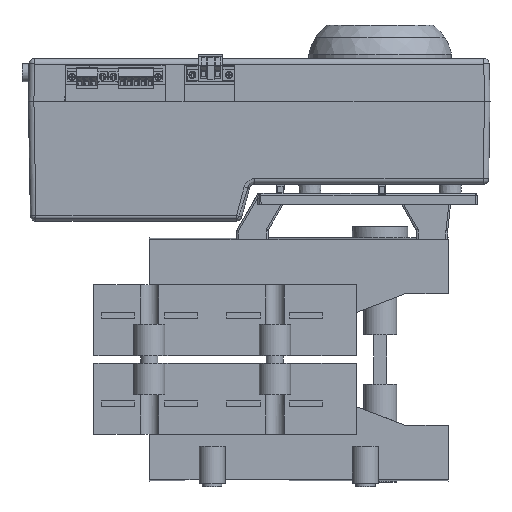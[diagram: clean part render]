
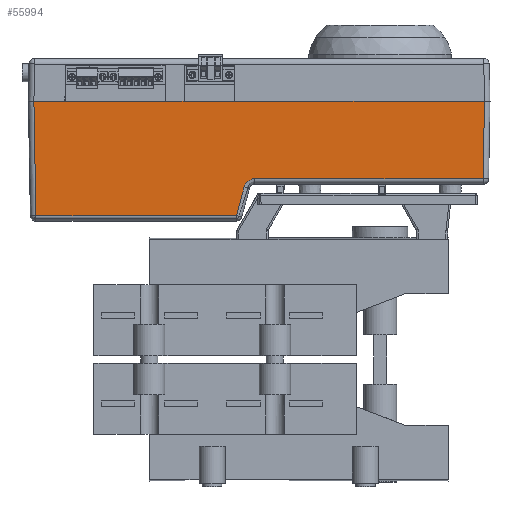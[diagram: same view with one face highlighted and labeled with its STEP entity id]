
A CAD part, front view. The second image highlights one B-rep face of the part: STEP entity #55994.
In plain terms, the highlighted planar face has unit normal (0, -1, -0.018).
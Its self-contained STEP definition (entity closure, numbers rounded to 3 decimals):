
#417=B_SPLINE_CURVE_WITH_KNOTS('',3,(#85310,#85311,#85312,#85313,#85314,
#85315,#85316,#85317,#85318),.UNSPECIFIED.,.F.,.F.,(4,1,1,1,1,1,4),(0.,
0.167,0.333,0.5,0.667,0.833,1.),
 .UNSPECIFIED.);
#3500=LINE('',#85246,#9458);
#3524=LINE('',#85306,#9482);
#3525=LINE('',#85308,#9483);
#3526=LINE('',#85320,#9484);
#3527=LINE('',#85322,#9485);
#3528=LINE('',#85324,#9486);
#3529=LINE('',#85326,#9487);
#3530=LINE('',#85328,#9488);
#3531=LINE('',#85330,#9489);
#3532=LINE('',#85332,#9490);
#3533=LINE('',#85333,#9491);
#3534=LINE('',#85335,#9492);
#3535=LINE('',#85337,#9493);
#3536=LINE('',#85338,#9494);
#9458=VECTOR('',#68877,54.158);
#9482=VECTOR('',#68925,108.615);
#9483=VECTOR('',#68926,16.104);
#9484=VECTOR('',#68927,123.605);
#9485=VECTOR('',#68928,42.065);
#9486=VECTOR('',#68929,135.322);
#9487=VECTOR('',#68930,0.1);
#9488=VECTOR('',#68931,27.158);
#9489=VECTOR('',#68932,0.1);
#9490=VECTOR('',#68933,10.142);
#9491=VECTOR('',#68934,0.1);
#9492=VECTOR('',#68935,0.1);
#9493=VECTOR('',#68936,16.822);
#9494=VECTOR('',#68937,62.071);
#16990=PLANE('',#59651);
#20082=FACE_OUTER_BOUND('',#23467,.T.);
#23467=EDGE_LOOP('',(#46355,#46356,#46357,#46358,#46359,#46360,#46361,#46362,
#46363,#46364,#46365,#46366,#46367,#46368,#46369));
#28951=VERTEX_POINT('',#85243);
#28952=VERTEX_POINT('',#85245);
#28975=VERTEX_POINT('',#85304);
#28976=VERTEX_POINT('',#85305);
#28977=VERTEX_POINT('',#85307);
#28978=VERTEX_POINT('',#85309);
#28979=VERTEX_POINT('',#85319);
#28980=VERTEX_POINT('',#85321);
#28981=VERTEX_POINT('',#85323);
#28982=VERTEX_POINT('',#85325);
#28983=VERTEX_POINT('',#85327);
#28984=VERTEX_POINT('',#85329);
#28985=VERTEX_POINT('',#85331);
#28986=VERTEX_POINT('',#85334);
#28987=VERTEX_POINT('',#85336);
#35107=EDGE_CURVE('',#28951,#28952,#3500,.T.);
#35136=EDGE_CURVE('',#28975,#28976,#3524,.T.);
#35137=EDGE_CURVE('',#28975,#28977,#3525,.T.);
#35138=EDGE_CURVE('',#28977,#28978,#417,.T.);
#35139=EDGE_CURVE('',#28978,#28979,#3526,.T.);
#35140=EDGE_CURVE('',#28980,#28979,#3527,.T.);
#35141=EDGE_CURVE('',#28981,#28980,#3528,.T.);
#35142=EDGE_CURVE('',#28982,#28981,#3529,.T.);
#35143=EDGE_CURVE('',#28983,#28982,#3530,.T.);
#35144=EDGE_CURVE('',#28984,#28983,#3531,.T.);
#35145=EDGE_CURVE('',#28985,#28984,#3532,.T.);
#35146=EDGE_CURVE('',#28952,#28985,#3533,.T.);
#35147=EDGE_CURVE('',#28986,#28951,#3534,.T.);
#35148=EDGE_CURVE('',#28987,#28986,#3535,.T.);
#35149=EDGE_CURVE('',#28987,#28976,#3536,.T.);
#46355=ORIENTED_EDGE('',*,*,#35136,.F.);
#46356=ORIENTED_EDGE('',*,*,#35137,.T.);
#46357=ORIENTED_EDGE('',*,*,#35138,.T.);
#46358=ORIENTED_EDGE('',*,*,#35139,.T.);
#46359=ORIENTED_EDGE('',*,*,#35140,.F.);
#46360=ORIENTED_EDGE('',*,*,#35141,.F.);
#46361=ORIENTED_EDGE('',*,*,#35142,.F.);
#46362=ORIENTED_EDGE('',*,*,#35143,.F.);
#46363=ORIENTED_EDGE('',*,*,#35144,.F.);
#46364=ORIENTED_EDGE('',*,*,#35145,.F.);
#46365=ORIENTED_EDGE('',*,*,#35146,.F.);
#46366=ORIENTED_EDGE('',*,*,#35107,.F.);
#46367=ORIENTED_EDGE('',*,*,#35147,.F.);
#46368=ORIENTED_EDGE('',*,*,#35148,.F.);
#46369=ORIENTED_EDGE('',*,*,#35149,.T.);
#55994=ADVANCED_FACE('',(#20082),#16990,.T.);
#59651=AXIS2_PLACEMENT_3D('',#85303,#68923,#68924);
#68877=DIRECTION('',(1.,0.,0.));
#68923=DIRECTION('center_axis',(0.,-1.,
-0.017));
#68924=DIRECTION('ref_axis',(0.,0.017,-1.));
#68925=DIRECTION('',(-1.,0.,0.));
#68926=DIRECTION('',(0.259,-0.017,0.966));
#68927=DIRECTION('',(1.,0.,0.));
#68928=DIRECTION('',(-0.017,0.017,-1.));
#68929=DIRECTION('',(1.,0.,0.));
#68930=DIRECTION('',(1.,0.,0.));
#68931=DIRECTION('',(1.,0.,0.));
#68932=DIRECTION('',(1.,0.,0.));
#68933=DIRECTION('',(1.,0.,0.));
#68934=DIRECTION('',(1.,0.,0.));
#68935=DIRECTION('',(1.,0.,0.));
#68936=DIRECTION('',(1.,0.,0.));
#68937=DIRECTION('',(0.017,0.017,-1.));
#85243=CARTESIAN_POINT('',(-124.64,8.3,197.341));
#85245=CARTESIAN_POINT('',(-70.482,8.3,197.341));
#85246=CARTESIAN_POINT('',(-124.64,8.3,197.341));
#85303=CARTESIAN_POINT('Origin',(-144.561,8.3,197.341));
#85304=CARTESIAN_POINT('',(-31.863,9.383,135.288));
#85305=CARTESIAN_POINT('',(-140.479,9.383,135.288));
#85306=CARTESIAN_POINT('',(-78.061,9.383,135.288));
#85307=CARTESIAN_POINT('',(-27.696,9.111,150.841));
#85308=CARTESIAN_POINT('',(-31.863,9.383,135.288));
#85309=CARTESIAN_POINT('',(-21.9,9.034,155.288));
#85310=CARTESIAN_POINT('Ctrl Pts',(-27.696,9.111,150.841));
#85311=CARTESIAN_POINT('Ctrl Pts',(-27.582,9.104,151.267));
#85312=CARTESIAN_POINT('Ctrl Pts',(-27.269,9.09,152.072));
#85313=CARTESIAN_POINT('Ctrl Pts',(-26.533,9.071,153.176));
#85314=CARTESIAN_POINT('Ctrl Pts',(-25.584,9.055,154.084));
#85315=CARTESIAN_POINT('Ctrl Pts',(-24.46,9.043,154.768));
#85316=CARTESIAN_POINT('Ctrl Pts',(-23.208,9.035,155.192));
#85317=CARTESIAN_POINT('Ctrl Pts',(-22.344,9.034,155.288));
#85318=CARTESIAN_POINT('Ctrl Pts',(-21.9,9.034,155.288));
#85319=CARTESIAN_POINT('',(101.705,9.034,155.288));
#85320=CARTESIAN_POINT('',(-21.9,9.034,155.288));
#85321=CARTESIAN_POINT('',(102.439,8.3,197.341));
#85322=CARTESIAN_POINT('',(102.439,8.3,197.341));
#85323=CARTESIAN_POINT('',(-32.882,8.3,197.341));
#85324=CARTESIAN_POINT('',(-33.482,8.3,197.341));
#85325=CARTESIAN_POINT('',(-32.982,8.3,197.341));
#85326=CARTESIAN_POINT('',(-33.482,8.3,197.341));
#85327=CARTESIAN_POINT('',(-60.14,8.3,197.341));
#85328=CARTESIAN_POINT('',(-59.64,8.3,197.341));
#85329=CARTESIAN_POINT('',(-60.24,8.3,197.341));
#85330=CARTESIAN_POINT('',(-74.482,8.3,197.341));
#85331=CARTESIAN_POINT('',(-70.382,8.3,197.341));
#85332=CARTESIAN_POINT('',(-74.482,8.3,197.341));
#85333=CARTESIAN_POINT('',(-74.482,8.3,197.341));
#85334=CARTESIAN_POINT('',(-124.74,8.3,197.341));
#85335=CARTESIAN_POINT('',(-141.562,8.3,197.341));
#85336=CARTESIAN_POINT('',(-141.562,8.3,197.341));
#85337=CARTESIAN_POINT('',(-141.562,8.3,197.341));
#85338=CARTESIAN_POINT('',(-143.867,5.995,329.394));
